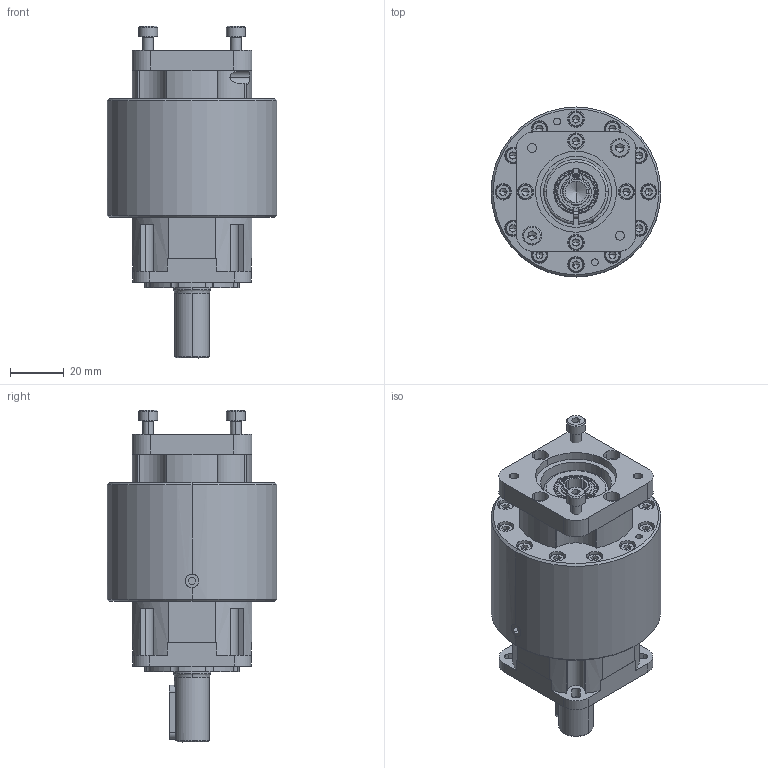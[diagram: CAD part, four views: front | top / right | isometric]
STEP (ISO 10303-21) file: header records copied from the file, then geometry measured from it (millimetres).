
FILE_DESCRIPTION (( 'STEP AP203' ), '1' );
FILE_NAME ('HPGA063-80A1.step', '2021-03-30T17:09:23', ( '' ), ( '' ), 'SwSTEP 2.0', 'SolidWorks 2021', '' );
FILE_SCHEMA (( 'CONFIG_CONTROL_DESIGN' ));
Length unit declared in the file: inch
Products named in the file (1): HPGA063-80A1
Bounding box: 63 x 63 x 123.11 mm (x, y, z)
Volume: 203457.6 mm3; surface area: 33798.5 mm2
Topology: 8 solids, 8 shells, 1004 faces, 2638 edges, 1658 vertices
Faces by surface type: plane 537, cylinder 291, cone 152, bspline 24
Entity records: 31892 total; most frequent: CARTESIAN_POINT 6611, DIRECTION 5538, ORIENTED_EDGE 5168, EDGE_CURVE 2584, AXIS2_PLACEMENT_3D 2070, VERTEX_POINT 1658, LINE 1398, VECTOR 1398
